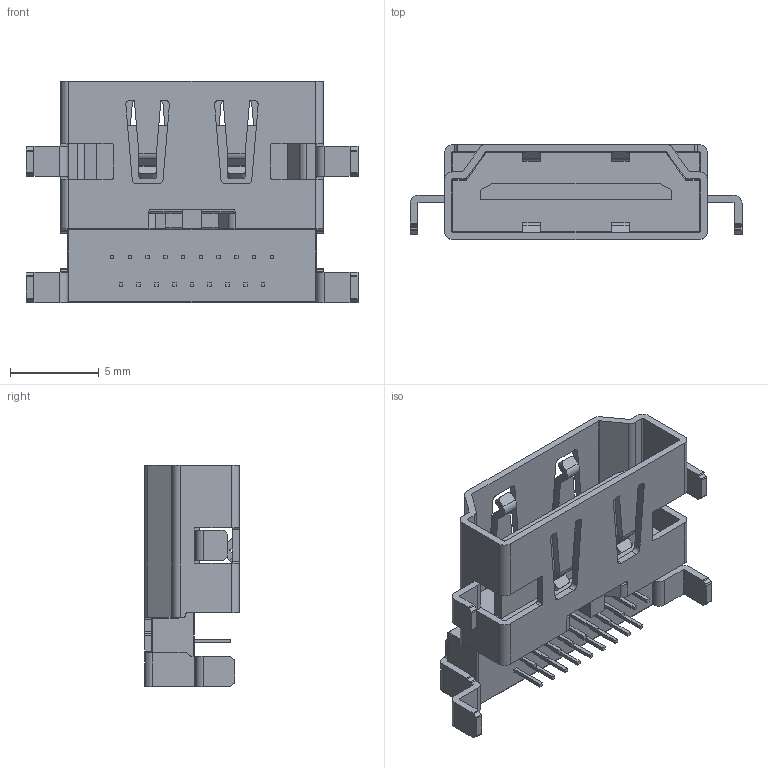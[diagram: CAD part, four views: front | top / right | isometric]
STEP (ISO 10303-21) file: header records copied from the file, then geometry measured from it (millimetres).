
FILE_DESCRIPTION (( 'STEP AP203' ), '1' );
FILE_NAME ('CUI_DEVICES_HD02-19-M-MSMT-TR.step', '2022-05-24T19:52:31', ( '' ), ( '' ), 'SwSTEP 2.0', 'SolidWorks 2022', '' );
FILE_SCHEMA (( 'CONFIG_CONTROL_DESIGN' ));
Length unit declared in the file: inch
Products named in the file (1): CUI_DEVICES_HD02-19-M-MSMT-TR
Bounding box: 18.7 x 5.35 x 12.45 mm (x, y, z)
Volume: 396.6 mm3; surface area: 1253.4 mm2
Topology: 21 solids, 21 shells, 505 faces, 1325 edges, 838 vertices
Faces by surface type: plane 294, cylinder 179, sphere 20, torus 8, bspline 4
Entity records: 15412 total; most frequent: CARTESIAN_POINT 2753, DIRECTION 2655, ORIENTED_EDGE 2610, EDGE_CURVE 1305, VECTOR 927, LINE 927, AXIS2_PLACEMENT_3D 864, VERTEX_POINT 838
